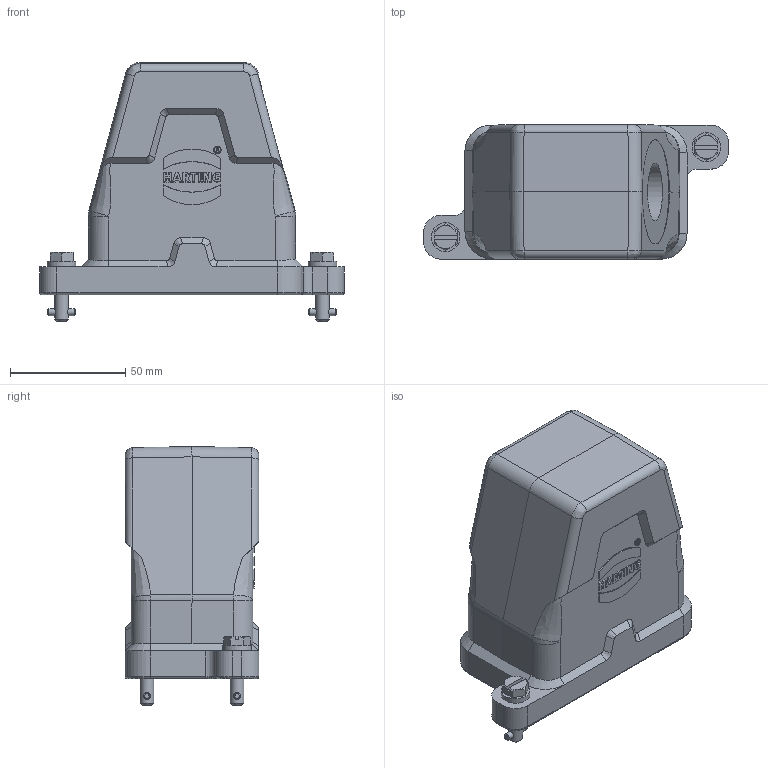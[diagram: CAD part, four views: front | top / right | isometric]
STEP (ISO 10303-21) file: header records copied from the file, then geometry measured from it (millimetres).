
FILE_DESCRIPTION(/* description */ (''),/* implementation_level */ '2;1');
FILE_NAME(/* name */ '100207623ugm000_d.stp',/* time_stamp */ '2017-10-24T08:53:20+02:00',/* author */ (''),/* organization */ (''),/* preprocessor_version */ 'ST-DEVELOPER v16',/* originating_system */ 'SIEMENS PLM Software NX 10.0',/* authorisation */ '');
FILE_SCHEMA (('AUTOMOTIVE_DESIGN { 1 0 10303 214 3 1 1 1 }'));
Length unit declared in the file: millimetre
Products named in the file (1): 100207623ugm000_d
Bounding box: 132 x 58 x 112.1 mm (x, y, z)
Volume: 170164.3 mm3; surface area: 61477.7 mm2
Topology: 1 solids, 1 shells, 443 faces, 1107 edges, 697 vertices
Faces by surface type: plane 220, cylinder 98, bspline 65, cone 40, torus 20
Full cylindrical faces by diameter (mm): 3 x8, 6 x2, 12.5 x2, 25 x1, 45.3 x1
Entity records: 17993 total; most frequent: CARTESIAN_POINT 5349, ORIENTED_EDGE 2114, DIRECTION 1917, EDGE_CURVE 1057, AXIS2_PLACEMENT_3D 671, VERTEX_POINT 670, LINE 575, VECTOR 575
